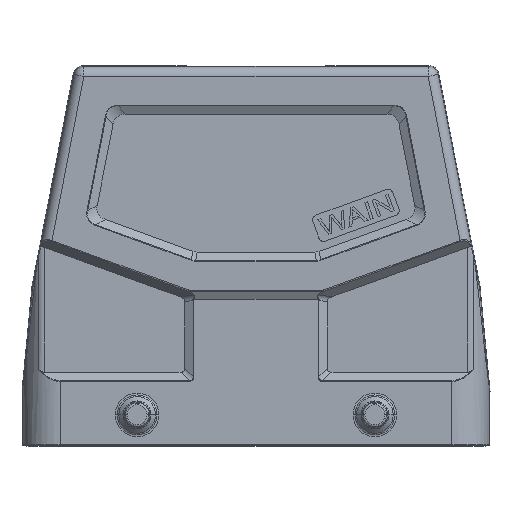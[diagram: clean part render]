
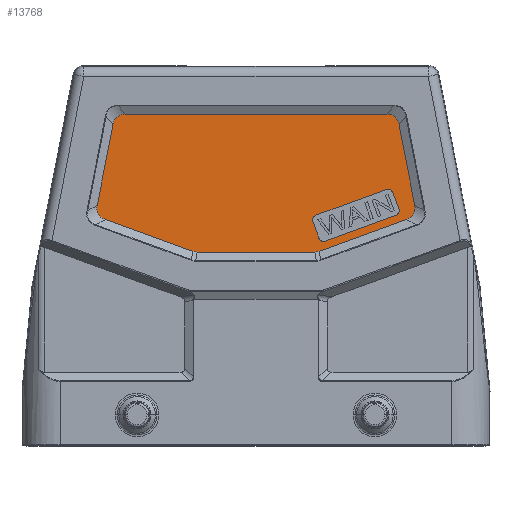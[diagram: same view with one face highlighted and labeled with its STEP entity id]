
A CAD part, top view. The second image highlights one B-rep face of the part: STEP entity #13768.
In plain terms, the highlighted planar face has unit normal (0, 0, 1).
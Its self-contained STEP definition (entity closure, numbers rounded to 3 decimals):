
#2698=DIRECTION('',(0.191,-0.982,0.));
#2699=VECTOR('',#2698,16.467);
#2700=CARTESIAN_POINT('',(28.57,32.245,21.5));
#2701=LINE('',#2700,#2699);
#2710=CARTESIAN_POINT('',(31.712,16.08,21.5));
#2711=CARTESIAN_POINT('',(31.848,15.381,21.5));
#2712=CARTESIAN_POINT('',(31.684,14.231,21.5));
#2713=CARTESIAN_POINT('',(30.782,13.497,21.5));
#2714=CARTESIAN_POINT('',(30.113,13.254,21.5));
#2720=DIRECTION('',(-0.94,-0.342,0.));
#2721=VECTOR('',#2720,18.628);
#2722=CARTESIAN_POINT('',(30.113,13.254,21.5));
#2723=LINE('',#2722,#2721);
#2732=CARTESIAN_POINT('',(12.609,6.883,21.5));
#2733=CARTESIAN_POINT('',(12.333,6.782,21.5));
#2734=CARTESIAN_POINT('',(12.048,6.732,21.5));
#2735=CARTESIAN_POINT('',(11.754,6.732,21.5));
#2746=DIRECTION('',(-1.,0.,0.));
#2747=VECTOR('',#2746,23.508);
#2748=CARTESIAN_POINT('',(11.754,6.732,21.5));
#2749=LINE('',#2748,#2747);
#2754=CARTESIAN_POINT('',(-11.754,6.732,21.5));
#2755=CARTESIAN_POINT('',(-12.048,6.732,21.5));
#2756=CARTESIAN_POINT('',(-12.333,6.782,21.5));
#2757=CARTESIAN_POINT('',(-12.609,6.883,21.5));
#2768=DIRECTION('',(-0.94,0.342,0.));
#2769=VECTOR('',#2768,18.628);
#2770=CARTESIAN_POINT('',(-12.609,6.883,21.5));
#2771=LINE('',#2770,#2769);
#2780=CARTESIAN_POINT('',(-30.113,13.254,21.5));
#2781=CARTESIAN_POINT('',(-30.782,13.497,21.5));
#2782=CARTESIAN_POINT('',(-31.684,14.231,21.5));
#2783=CARTESIAN_POINT('',(-31.848,15.381,21.5));
#2784=CARTESIAN_POINT('',(-31.712,16.08,21.5));
#2790=DIRECTION('',(0.191,0.982,0.));
#2791=VECTOR('',#2790,16.467);
#2792=CARTESIAN_POINT('',(-31.712,16.08,21.5));
#2793=LINE('',#2792,#2791);
#2802=CARTESIAN_POINT('',(-28.57,32.245,21.5));
#2803=CARTESIAN_POINT('',(-28.439,32.919,21.5));
#2804=CARTESIAN_POINT('',(-27.877,33.904,21.5));
#2805=CARTESIAN_POINT('',(-26.803,34.268,21.5));
#2806=CARTESIAN_POINT('',(-26.116,34.268,21.5));
#2812=DIRECTION('',(1.,0.,0.));
#2813=VECTOR('',#2812,52.232);
#2814=CARTESIAN_POINT('',(-26.116,34.268,21.5));
#2815=LINE('',#2814,#2813);
#2820=CARTESIAN_POINT('',(26.116,34.268,21.5));
#2821=CARTESIAN_POINT('',(26.803,34.268,21.5));
#2822=CARTESIAN_POINT('',(27.877,33.904,21.5));
#2823=CARTESIAN_POINT('',(28.439,32.919,21.5));
#2824=CARTESIAN_POINT('',(28.57,32.245,21.5));
#2826=DIRECTION('',(-0.342,0.94,0.));
#2827=VECTOR('',#2826,3.5);
#2828=CARTESIAN_POINT('',(12.562,9.526,21.5));
#2829=LINE('',#2828,#2827);
#2830=CARTESIAN_POINT('',(13.501,9.868,21.5));
#2831=DIRECTION('',(0.,0.,-1.));
#2832=DIRECTION('',(0.342,-0.94,0.));
#2833=AXIS2_PLACEMENT_3D('',#2830,#2831,#2832);
#2835=DIRECTION('',(-0.94,-0.342,0.));
#2836=VECTOR('',#2835,15.);
#2837=CARTESIAN_POINT('',(27.939,14.059,21.5));
#2838=LINE('',#2837,#2836);
#2839=CARTESIAN_POINT('',(27.597,14.998,21.5));
#2840=DIRECTION('',(0.,0.,-1.));
#2841=DIRECTION('',(1.,0.,0.));
#2842=AXIS2_PLACEMENT_3D('',#2839,#2840,#2841);
#2844=CARTESIAN_POINT('',(27.597,14.998,21.5));
#2845=DIRECTION('',(0.,0.,-1.));
#2846=DIRECTION('',(0.94,0.342,0.));
#2847=AXIS2_PLACEMENT_3D('',#2844,#2845,#2846);
#2849=DIRECTION('',(0.342,-0.94,0.));
#2850=VECTOR('',#2849,3.5);
#2851=CARTESIAN_POINT('',(27.339,18.629,21.5));
#2852=LINE('',#2851,#2850);
#2853=CARTESIAN_POINT('',(26.4,18.287,21.5));
#2854=DIRECTION('',(0.,0.,-1.));
#2855=DIRECTION('',(-0.342,0.94,0.));
#2856=AXIS2_PLACEMENT_3D('',#2853,#2854,#2855);
#2858=DIRECTION('',(0.94,0.342,0.));
#2859=VECTOR('',#2858,15.);
#2860=CARTESIAN_POINT('',(11.962,14.097,21.5));
#2861=LINE('',#2860,#2859);
#2862=CARTESIAN_POINT('',(12.304,13.157,21.5));
#2863=DIRECTION('',(0.,0.,-1.));
#2864=DIRECTION('',(-0.94,-0.342,0.));
#2865=AXIS2_PLACEMENT_3D('',#2862,#2863,#2864);
#8898=CARTESIAN_POINT('',(13.843,8.928,21.5));
#8899=CARTESIAN_POINT('',(12.562,9.526,21.5));
#8900=VERTEX_POINT('',#8898);
#8901=VERTEX_POINT('',#8899);
#8902=CARTESIAN_POINT('',(27.939,14.059,21.5));
#8903=VERTEX_POINT('',#8902);
#8904=CARTESIAN_POINT('',(28.536,15.34,21.5));
#8905=CARTESIAN_POINT('',(28.597,14.998,21.5));
#8906=VERTEX_POINT('',#8904);
#8907=VERTEX_POINT('',#8905);
#8908=CARTESIAN_POINT('',(27.339,18.629,21.5));
#8909=VERTEX_POINT('',#8908);
#8910=CARTESIAN_POINT('',(26.058,19.227,21.5));
#8911=VERTEX_POINT('',#8910);
#8912=CARTESIAN_POINT('',(11.962,14.097,21.5));
#8913=VERTEX_POINT('',#8912);
#8914=CARTESIAN_POINT('',(11.364,12.815,21.5));
#8915=VERTEX_POINT('',#8914);
#9009=CARTESIAN_POINT('',(28.57,32.245,21.5));
#9010=CARTESIAN_POINT('',(31.712,16.08,21.5));
#9011=VERTEX_POINT('',#9009);
#9012=VERTEX_POINT('',#9010);
#9013=VERTEX_POINT('',#2820);
#9014=CARTESIAN_POINT('',(-26.116,34.268,21.5));
#9015=VERTEX_POINT('',#9014);
#9016=VERTEX_POINT('',#2802);
#9017=CARTESIAN_POINT('',(-31.712,16.08,21.5));
#9018=VERTEX_POINT('',#9017);
#9019=VERTEX_POINT('',#2780);
#9020=CARTESIAN_POINT('',(-12.609,6.883,21.5));
#9021=VERTEX_POINT('',#9020);
#9022=VERTEX_POINT('',#2754);
#9023=CARTESIAN_POINT('',(11.754,6.732,21.5));
#9024=VERTEX_POINT('',#9023);
#9025=VERTEX_POINT('',#2732);
#9026=CARTESIAN_POINT('',(30.113,13.254,21.5));
#9027=VERTEX_POINT('',#9026);
#13729=CARTESIAN_POINT('',(-34.102,12.862,21.5));
#13730=DIRECTION('',(0.,0.,-1.));
#13731=DIRECTION('',(-1.,0.,0.));
#13732=AXIS2_PLACEMENT_3D('',#13729,#13730,#13731);
#13733=PLANE('',#13732);
#13734=ORIENTED_EDGE('',*,*,#13563,.T.);
#13735=ORIENTED_EDGE('',*,*,#13578,.T.);
#13736=ORIENTED_EDGE('',*,*,#13592,.T.);
#13737=ORIENTED_EDGE('',*,*,#13606,.T.);
#13738=ORIENTED_EDGE('',*,*,#13620,.T.);
#13739=ORIENTED_EDGE('',*,*,#13634,.T.);
#13740=ORIENTED_EDGE('',*,*,#13648,.T.);
#13741=ORIENTED_EDGE('',*,*,#13662,.T.);
#13742=ORIENTED_EDGE('',*,*,#13677,.T.);
#13743=ORIENTED_EDGE('',*,*,#13692,.T.);
#13744=ORIENTED_EDGE('',*,*,#13707,.T.);
#13745=ORIENTED_EDGE('',*,*,#13721,.T.);
#13746=EDGE_LOOP('',(#13734,#13735,#13736,#13737,#13738,#13739,#13740,#13741,
#13742,#13743,#13744,#13745));
#13747=FACE_OUTER_BOUND('',#13746,.F.);
#13749=ORIENTED_EDGE('',*,*,#13748,.F.);
#13751=ORIENTED_EDGE('',*,*,#13750,.F.);
#13753=ORIENTED_EDGE('',*,*,#13752,.F.);
#13755=ORIENTED_EDGE('',*,*,#13754,.F.);
#13757=ORIENTED_EDGE('',*,*,#13756,.F.);
#13759=ORIENTED_EDGE('',*,*,#13758,.F.);
#13761=ORIENTED_EDGE('',*,*,#13760,.F.);
#13763=ORIENTED_EDGE('',*,*,#13762,.F.);
#13765=ORIENTED_EDGE('',*,*,#13764,.F.);
#13766=EDGE_LOOP('',(#13749,#13751,#13753,#13755,#13757,#13759,#13761,#13763,
#13765));
#13767=FACE_BOUND('',#13766,.F.);
#2715=B_SPLINE_CURVE_WITH_KNOTS('',3,(#2710,#2711,#2712,#2713,#2714),
.UNSPECIFIED.,.F.,.F.,(4,1,4),(0.,0.5,1.),.UNSPECIFIED.);
#2736=B_SPLINE_CURVE_WITH_KNOTS('',3,(#2732,#2733,#2734,#2735),.UNSPECIFIED.,
.F.,.F.,(4,4),(0.,1.),.UNSPECIFIED.);
#2758=B_SPLINE_CURVE_WITH_KNOTS('',3,(#2754,#2755,#2756,#2757),.UNSPECIFIED.,
.F.,.F.,(4,4),(0.,1.),.UNSPECIFIED.);
#2785=B_SPLINE_CURVE_WITH_KNOTS('',3,(#2780,#2781,#2782,#2783,#2784),
.UNSPECIFIED.,.F.,.F.,(4,1,4),(0.,0.5,1.),.UNSPECIFIED.);
#2807=B_SPLINE_CURVE_WITH_KNOTS('',3,(#2802,#2803,#2804,#2805,#2806),
.UNSPECIFIED.,.F.,.F.,(4,1,4),(0.,0.5,1.),.UNSPECIFIED.);
#2825=B_SPLINE_CURVE_WITH_KNOTS('',3,(#2820,#2821,#2822,#2823,#2824),
.UNSPECIFIED.,.F.,.F.,(4,1,4),(0.,0.5,1.),.UNSPECIFIED.);
#2834=CIRCLE('',#2833,1.);
#2843=CIRCLE('',#2842,1.);
#2848=CIRCLE('',#2847,1.);
#2857=CIRCLE('',#2856,1.);
#2866=CIRCLE('',#2865,1.);
#13563=EDGE_CURVE('',#9011,#9012,#2701,.T.);
#13578=EDGE_CURVE('',#9012,#9027,#2715,.T.);
#13592=EDGE_CURVE('',#9027,#9025,#2723,.T.);
#13606=EDGE_CURVE('',#9025,#9024,#2736,.T.);
#13620=EDGE_CURVE('',#9024,#9022,#2749,.T.);
#13634=EDGE_CURVE('',#9022,#9021,#2758,.T.);
#13648=EDGE_CURVE('',#9021,#9019,#2771,.T.);
#13662=EDGE_CURVE('',#9019,#9018,#2785,.T.);
#13677=EDGE_CURVE('',#9018,#9016,#2793,.T.);
#13692=EDGE_CURVE('',#9016,#9015,#2807,.T.);
#13707=EDGE_CURVE('',#9015,#9013,#2815,.T.);
#13721=EDGE_CURVE('',#9013,#9011,#2825,.T.);
#13748=EDGE_CURVE('',#8901,#8915,#2829,.T.);
#13750=EDGE_CURVE('',#8900,#8901,#2834,.T.);
#13752=EDGE_CURVE('',#8903,#8900,#2838,.T.);
#13754=EDGE_CURVE('',#8907,#8903,#2843,.T.);
#13756=EDGE_CURVE('',#8906,#8907,#2848,.T.);
#13758=EDGE_CURVE('',#8909,#8906,#2852,.T.);
#13760=EDGE_CURVE('',#8911,#8909,#2857,.T.);
#13762=EDGE_CURVE('',#8913,#8911,#2861,.T.);
#13764=EDGE_CURVE('',#8915,#8913,#2866,.T.);
#13768=ADVANCED_FACE('',(#13747,#13767),#13733,.F.);
